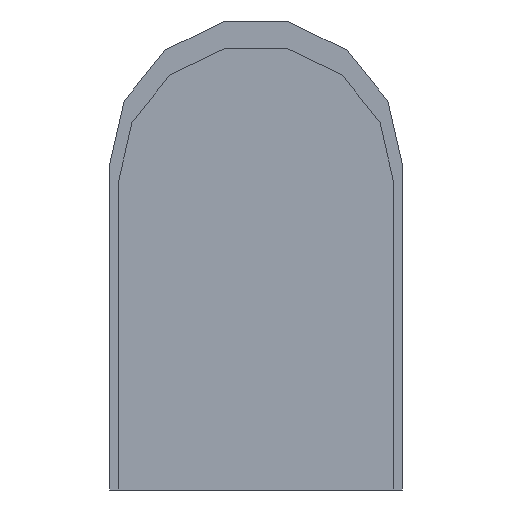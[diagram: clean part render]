
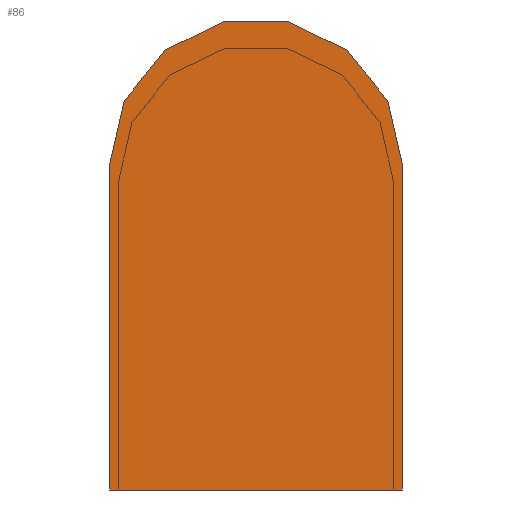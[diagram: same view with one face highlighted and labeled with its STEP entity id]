
A CAD part, front view. The second image highlights one B-rep face of the part: STEP entity #86.
In plain terms, the highlighted planar face has unit normal (0, -1, 0).
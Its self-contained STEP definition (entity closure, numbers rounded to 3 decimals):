
#86 = ADVANCED_FACE( '', ( #150 ), #151, .T. );
#150 = FACE_OUTER_BOUND( '', #200, .T. );
#151 = PLANE( '', #201 );
#200 = EDGE_LOOP( '', ( #258, #259, #260, #261 ) );
#201 = AXIS2_PLACEMENT_3D( '', #262, #263, #264 );
#258 = ORIENTED_EDGE( '', *, *, #341, .T. );
#259 = ORIENTED_EDGE( '', *, *, #342, .T. );
#260 = ORIENTED_EDGE( '', *, *, #343, .T. );
#261 = ORIENTED_EDGE( '', *, *, #334, .T. );
#262 = CARTESIAN_POINT( '', ( 0., -500.1, 1.855 ) );
#263 = DIRECTION( '', ( 0., -1., 0. ) );
#264 = DIRECTION( '', ( 0., 0., -1. ) );
#334 = EDGE_CURVE( '', #379, #377, #380, .T. );
#341 = EDGE_CURVE( '', #377, #389, #390, .T. );
#342 = EDGE_CURVE( '', #389, #391, #392, .T. );
#343 = EDGE_CURVE( '', #391, #379, #393, .T. );
#377 = VERTEX_POINT( '', #435 );
#379 = VERTEX_POINT( '', #438 );
#380 = LINE( '', #439, #440 );
#389 = VERTEX_POINT( '', #452 );
#390 = LINE( '', #453, #454 );
#391 = VERTEX_POINT( '', #455 );
#392 = CIRCLE( '', #456, 0.835 );
#393 = LINE( '', #457, #458 );
#435 = CARTESIAN_POINT( '', ( 0.835, -500.1, 0. ) );
#438 = CARTESIAN_POINT( '', ( -0.835, -500.1, 0. ) );
#439 = CARTESIAN_POINT( '', ( -0.835, -500.1, 0. ) );
#440 = VECTOR( '', #495, 1000. );
#452 = CARTESIAN_POINT( '', ( 0.835, -500.1, 1.855 ) );
#453 = CARTESIAN_POINT( '', ( 0.835, -500.1, 0. ) );
#454 = VECTOR( '', #502, 1000. );
#455 = CARTESIAN_POINT( '', ( -0.835, -500.1, 1.855 ) );
#456 = AXIS2_PLACEMENT_3D( '', #503, #504, #505 );
#457 = CARTESIAN_POINT( '', ( -0.835, -500.1, 1.855 ) );
#458 = VECTOR( '', #506, 1000. );
#495 = DIRECTION( '', ( 1., 0., 0. ) );
#502 = DIRECTION( '', ( 0., 0., 1. ) );
#503 = CARTESIAN_POINT( '', ( 0., -500.1, 1.855 ) );
#504 = DIRECTION( '', ( 0., -1., 0. ) );
#505 = DIRECTION( '', ( 1., 0., 0. ) );
#506 = DIRECTION( '', ( 0., 0., -1. ) );
